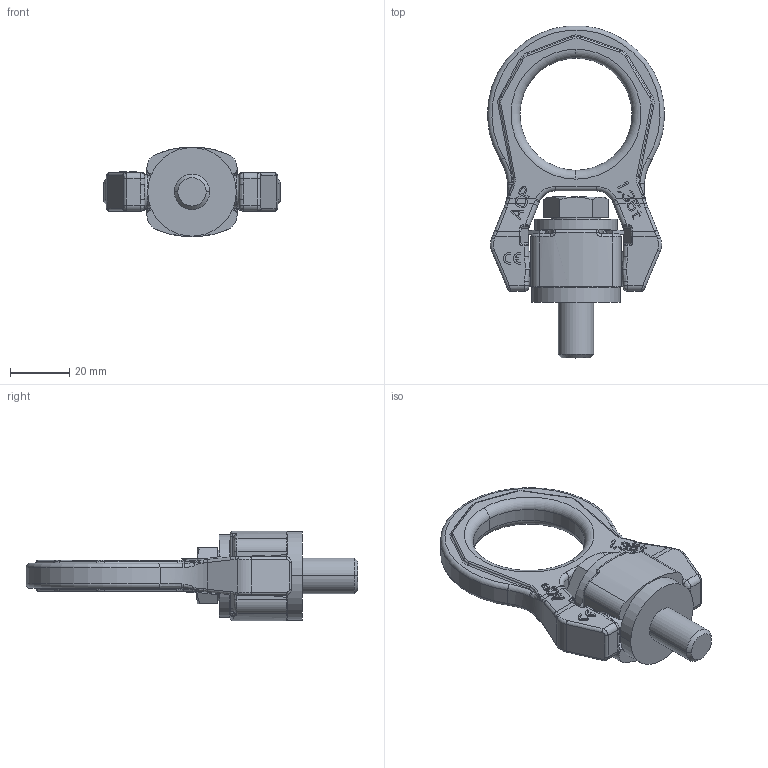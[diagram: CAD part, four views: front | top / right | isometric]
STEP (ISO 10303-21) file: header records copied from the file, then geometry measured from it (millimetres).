
FILE_DESCRIPTION((''),'2;1');
FILE_NAME('001-M35810-P-1_ASM','2019-06-24T',('anja.joas'),(''),'PRO/ENGINEER BY PARAMETRIC TECHNOLOGY CORPORATION, 2011490','PRO/ENGINEER BY PARAMETRIC TECHNOLOGY CORPORATION, 2011490','');
FILE_SCHEMA(('CONFIG_CONTROL_DESIGN'));
Length unit declared in the file: millimetre
Products named in the file (5): 001-M35810-P-20; 001-M35810-P-10; 001-M35810-P-60; 001-M34896-P-1; 001-M35810-P-1_ASM
Assembly tree (4 placements, depth 2):
  001-M35810-P-1_ASM
    001-M35810-P-20
    001-M35810-P-10
    001-M35810-P-60
    001-M34896-P-1
Bounding box: 59.96 x 112.49 x 30.41 mm (x, y, z)
Volume: 49557.6 mm3; surface area: 21525.6 mm2
Topology: 5 solids, 5 shells, 947 faces, 2476 edges, 1563 vertices
Faces by surface type: plane 537, cylinder 199, bspline 116, torus 83, cone 8, sphere 4
Entity records: 34274 total; most frequent: CARTESIAN_POINT 11635, ORIENTED_EDGE 4952, DIRECTION 4348, EDGE_CURVE 2476, VECTOR 1606, LINE 1606, VERTEX_POINT 1563, AXIS2_PLACEMENT_3D 1371
